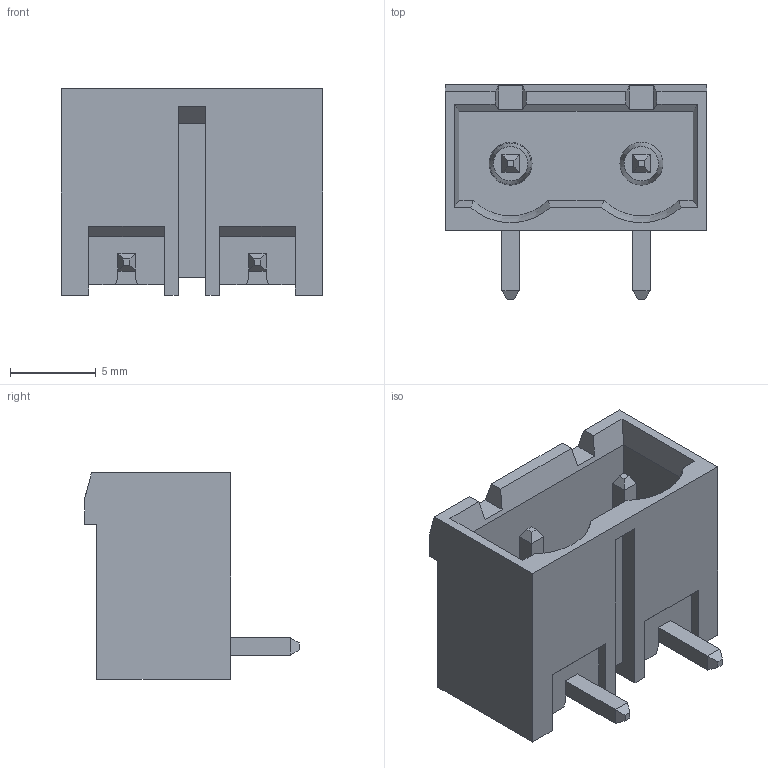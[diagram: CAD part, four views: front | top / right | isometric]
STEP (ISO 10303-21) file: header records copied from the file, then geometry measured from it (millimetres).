
FILE_DESCRIPTION(('STEP AP214'),'1');
FILE_NAME('PV02-7,62-H-P.stp','2021-04-19T13:13:16',(' '),(' '),'Spatial InterOp 3D',' ',' ');
FILE_SCHEMA(('automotive_design'));
Length unit declared in the file: metre
Products named in the file (1): 1
Bounding box: 15.24 x 12.5 x 12 mm (x, y, z)
Volume: 741.8 mm3; surface area: 1286 mm2
Topology: 1 solids, 1 shells, 142 faces, 364 edges, 231 vertices
Faces by surface type: plane 128, cylinder 8, cone 5, extrusion 1
Entity records: 5356 total; most frequent: CARTESIAN_POINT 794, ORIENTED_EDGE 718, DIRECTION 659, EDGE_CURVE 359, VECTOR 331, LINE 330, VERTEX_POINT 229, AXIS2_PLACEMENT_3D 164
